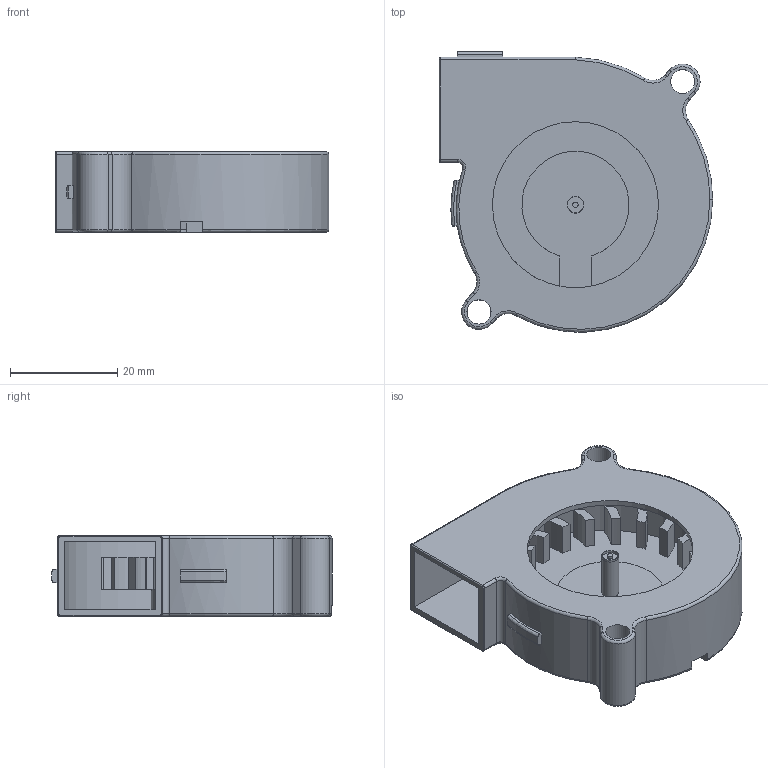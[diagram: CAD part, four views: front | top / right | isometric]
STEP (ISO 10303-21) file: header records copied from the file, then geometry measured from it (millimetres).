
FILE_DESCRIPTION(/* description */ (''),/* implementation_level */ '2;1');
FILE_NAME(/* name */ '5015 snail blower fan.stp',/* time_stamp */ '2020-11-19T20:17:37+03:00',/* author */ ('Max'),/* organization */ (''),/* preprocessor_version */ 'ST-DEVELOPER v16.5',/* originating_system */ 'Autodesk Inventor 2017',/* authorisation */ '');
FILE_SCHEMA (('AUTOMOTIVE_DESIGN { 1 0 10303 214 3 1 1 }'));
Length unit declared in the file: millimetre
Products named in the file (1): 5015 kuler obduva ulitla
Bounding box: 51 x 52.3 x 15 mm (x, y, z)
Volume: 8812.9 mm3; surface area: 14204.3 mm2
Topology: 19 solids, 19 shells, 274 faces, 620 edges, 398 vertices
Faces by surface type: plane 123, cylinder 122, torus 29
Full cylindrical faces by diameter (mm): 1 x1, 3 x1, 3.138 x1, 4.5 x2, 31 x1
Entity records: 7752 total; most frequent: DIRECTION 1463, CARTESIAN_POINT 1287, ORIENTED_EDGE 1228, EDGE_CURVE 614, AXIS2_PLACEMENT_3D 574, VERTEX_POINT 398, LINE 315, VECTOR 315
